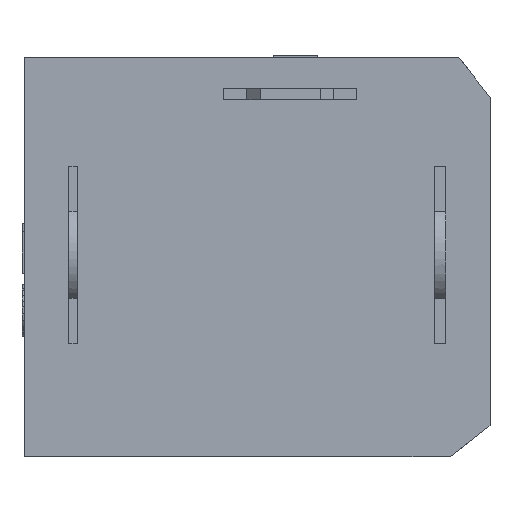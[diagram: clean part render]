
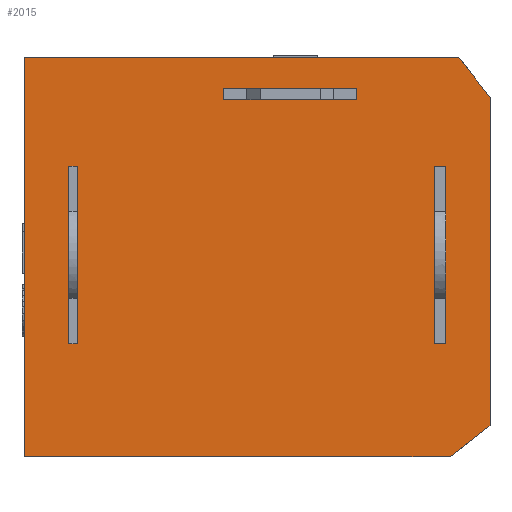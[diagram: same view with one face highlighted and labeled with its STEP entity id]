
A CAD part, front view. The second image highlights one B-rep face of the part: STEP entity #2015.
In plain terms, the highlighted planar face has unit normal (0, -1, 0).
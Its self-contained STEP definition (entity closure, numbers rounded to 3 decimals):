
#1858=CARTESIAN_POINT('',(0.2,0.,-0.164));
#1859=DIRECTION('',(0.,1.,0.));
#1860=DIRECTION('',(1.,0.,0.));
#1861=AXIS2_PLACEMENT_3D('',#1858,#1859,#1860);
#1862=PLANE('',#1861);
#1863=CARTESIAN_POINT('',(0.2,0.,-9.164));
#1864=VERTEX_POINT('',#1863);
#1865=CARTESIAN_POINT('',(0.2,0.,-0.164));
#1866=VERTEX_POINT('',#1865);
#1867=CARTESIAN_POINT('',(0.2,0.,-9.164));
#1868=DIRECTION('',(0.,0.,1.));
#1869=VECTOR('',#1868,9.);
#1870=LINE('',#1867,#1869);
#1871=EDGE_CURVE('',#1864,#1866,#1870,.T.);
#1872=ORIENTED_EDGE('',*,*,#1871,.F.);
#1873=CARTESIAN_POINT('',(9.8,-0.,-9.164));
#1874=VERTEX_POINT('',#1873);
#1875=CARTESIAN_POINT('',(9.8,0.,-9.164));
#1876=DIRECTION('',(-1.,0.,0.));
#1877=VECTOR('',#1876,9.6);
#1878=LINE('',#1875,#1877);
#1879=EDGE_CURVE('',#1874,#1864,#1878,.T.);
#1880=ORIENTED_EDGE('',*,*,#1879,.F.);
#1881=CARTESIAN_POINT('',(10.7,-0.,-8.464));
#1882=VERTEX_POINT('',#1881);
#1883=CARTESIAN_POINT('',(10.7,-0.,-8.464));
#1884=DIRECTION('',(-0.789,-0.,-0.614));
#1885=VECTOR('',#1884,1.14);
#1886=LINE('',#1883,#1885);
#1887=EDGE_CURVE('',#1882,#1874,#1886,.T.);
#1888=ORIENTED_EDGE('',*,*,#1887,.F.);
#1889=CARTESIAN_POINT('',(10.7,-0.,-1.064));
#1890=VERTEX_POINT('',#1889);
#1891=CARTESIAN_POINT('',(10.7,0.,-1.064));
#1892=DIRECTION('',(0.,0.,-1.));
#1893=VECTOR('',#1892,7.4);
#1894=LINE('',#1891,#1893);
#1895=EDGE_CURVE('',#1890,#1882,#1894,.T.);
#1896=ORIENTED_EDGE('',*,*,#1895,.F.);
#1897=CARTESIAN_POINT('',(10.,-0.,-0.164));
#1898=VERTEX_POINT('',#1897);
#1899=CARTESIAN_POINT('',(10.,-0.,-0.164));
#1900=DIRECTION('',(0.614,-0.,-0.789));
#1901=VECTOR('',#1900,1.14);
#1902=LINE('',#1899,#1901);
#1903=EDGE_CURVE('',#1898,#1890,#1902,.T.);
#1904=ORIENTED_EDGE('',*,*,#1903,.F.);
#1905=CARTESIAN_POINT('',(0.2,0.,-0.164));
#1906=DIRECTION('',(1.,0.,-0.));
#1907=VECTOR('',#1906,9.8);
#1908=LINE('',#1905,#1907);
#1909=EDGE_CURVE('',#1866,#1898,#1908,.T.);
#1910=ORIENTED_EDGE('',*,*,#1909,.F.);
#1911=EDGE_LOOP('',(#1872,#1880,#1888,#1896,#1904,#1910));
#1912=FACE_BOUND('',#1911,.T.);
#1913=CARTESIAN_POINT('',(4.7,0.,-1.114));
#1914=VERTEX_POINT('',#1913);
#1915=CARTESIAN_POINT('',(4.7,0.,-0.864));
#1916=VERTEX_POINT('',#1915);
#1917=CARTESIAN_POINT('',(4.7,0.,-1.114));
#1918=DIRECTION('',(-0.,-0.,1.));
#1919=VECTOR('',#1918,0.25);
#1920=LINE('',#1917,#1919);
#1921=EDGE_CURVE('',#1914,#1916,#1920,.T.);
#1922=ORIENTED_EDGE('',*,*,#1921,.T.);
#1923=CARTESIAN_POINT('',(7.7,0.,-0.864));
#1924=VERTEX_POINT('',#1923);
#1925=CARTESIAN_POINT('',(4.7,0.,-0.864));
#1926=DIRECTION('',(1.,0.,-0.));
#1927=VECTOR('',#1926,3.);
#1928=LINE('',#1925,#1927);
#1929=EDGE_CURVE('',#1916,#1924,#1928,.T.);
#1930=ORIENTED_EDGE('',*,*,#1929,.T.);
#1931=CARTESIAN_POINT('',(7.7,0.,-1.114));
#1932=VERTEX_POINT('',#1931);
#1933=CARTESIAN_POINT('',(7.7,0.,-0.864));
#1934=DIRECTION('',(0.,0.,-1.));
#1935=VECTOR('',#1934,0.25);
#1936=LINE('',#1933,#1935);
#1937=EDGE_CURVE('',#1924,#1932,#1936,.T.);
#1938=ORIENTED_EDGE('',*,*,#1937,.T.);
#1939=CARTESIAN_POINT('',(4.7,0.,-1.114));
#1940=DIRECTION('',(1.,-0.,-0.));
#1941=VECTOR('',#1940,3.);
#1942=LINE('',#1939,#1941);
#1943=EDGE_CURVE('',#1914,#1932,#1942,.T.);
#1944=ORIENTED_EDGE('',*,*,#1943,.F.);
#1945=EDGE_LOOP('',(#1922,#1930,#1938,#1944));
#1946=FACE_BOUND('',#1945,.T.);
#1947=CARTESIAN_POINT('',(9.45,0.,-6.614));
#1948=VERTEX_POINT('',#1947);
#1949=CARTESIAN_POINT('',(9.7,0.,-6.614));
#1950=VERTEX_POINT('',#1949);
#1951=CARTESIAN_POINT('',(9.45,0.,-6.614));
#1952=DIRECTION('',(1.,-0.,-0.));
#1953=VECTOR('',#1952,0.25);
#1954=LINE('',#1951,#1953);
#1955=EDGE_CURVE('',#1948,#1950,#1954,.T.);
#1956=ORIENTED_EDGE('',*,*,#1955,.F.);
#1957=CARTESIAN_POINT('',(9.45,0.,-2.614));
#1958=VERTEX_POINT('',#1957);
#1959=CARTESIAN_POINT('',(9.45,0.,-6.614));
#1960=DIRECTION('',(-0.,-0.,1.));
#1961=VECTOR('',#1960,4.);
#1962=LINE('',#1959,#1961);
#1963=EDGE_CURVE('',#1948,#1958,#1962,.T.);
#1964=ORIENTED_EDGE('',*,*,#1963,.T.);
#1965=CARTESIAN_POINT('',(9.7,0.,-2.614));
#1966=VERTEX_POINT('',#1965);
#1967=CARTESIAN_POINT('',(9.45,0.,-2.614));
#1968=DIRECTION('',(1.,0.,-0.));
#1969=VECTOR('',#1968,0.25);
#1970=LINE('',#1967,#1969);
#1971=EDGE_CURVE('',#1958,#1966,#1970,.T.);
#1972=ORIENTED_EDGE('',*,*,#1971,.T.);
#1973=CARTESIAN_POINT('',(9.7,0.,-6.614));
#1974=DIRECTION('',(-0.,-0.,1.));
#1975=VECTOR('',#1974,4.);
#1976=LINE('',#1973,#1975);
#1977=EDGE_CURVE('',#1950,#1966,#1976,.T.);
#1978=ORIENTED_EDGE('',*,*,#1977,.F.);
#1979=EDGE_LOOP('',(#1956,#1964,#1972,#1978));
#1980=FACE_BOUND('',#1979,.T.);
#1981=CARTESIAN_POINT('',(1.2,0.,-6.614));
#1982=VERTEX_POINT('',#1981);
#1983=CARTESIAN_POINT('',(1.4,0.,-6.614));
#1984=VERTEX_POINT('',#1983);
#1985=CARTESIAN_POINT('',(1.2,0.,-6.614));
#1986=DIRECTION('',(1.,-0.,-0.));
#1987=VECTOR('',#1986,0.2);
#1988=LINE('',#1985,#1987);
#1989=EDGE_CURVE('',#1982,#1984,#1988,.T.);
#1990=ORIENTED_EDGE('',*,*,#1989,.F.);
#1991=CARTESIAN_POINT('',(1.2,0.,-2.614));
#1992=VERTEX_POINT('',#1991);
#1993=CARTESIAN_POINT('',(1.2,0.,-6.614));
#1994=DIRECTION('',(-0.,-0.,1.));
#1995=VECTOR('',#1994,4.);
#1996=LINE('',#1993,#1995);
#1997=EDGE_CURVE('',#1982,#1992,#1996,.T.);
#1998=ORIENTED_EDGE('',*,*,#1997,.T.);
#1999=CARTESIAN_POINT('',(1.4,0.,-2.614));
#2000=VERTEX_POINT('',#1999);
#2001=CARTESIAN_POINT('',(1.2,0.,-2.614));
#2002=DIRECTION('',(1.,0.,-0.));
#2003=VECTOR('',#2002,0.2);
#2004=LINE('',#2001,#2003);
#2005=EDGE_CURVE('',#1992,#2000,#2004,.T.);
#2006=ORIENTED_EDGE('',*,*,#2005,.T.);
#2007=CARTESIAN_POINT('',(1.4,0.,-6.614));
#2008=DIRECTION('',(-0.,-0.,1.));
#2009=VECTOR('',#2008,4.);
#2010=LINE('',#2007,#2009);
#2011=EDGE_CURVE('',#1984,#2000,#2010,.T.);
#2012=ORIENTED_EDGE('',*,*,#2011,.F.);
#2013=EDGE_LOOP('',(#1990,#1998,#2006,#2012));
#2014=FACE_BOUND('',#2013,.T.);
#2015=ADVANCED_FACE('',(#1912,#1946,#1980,#2014),#1862,.F.);
